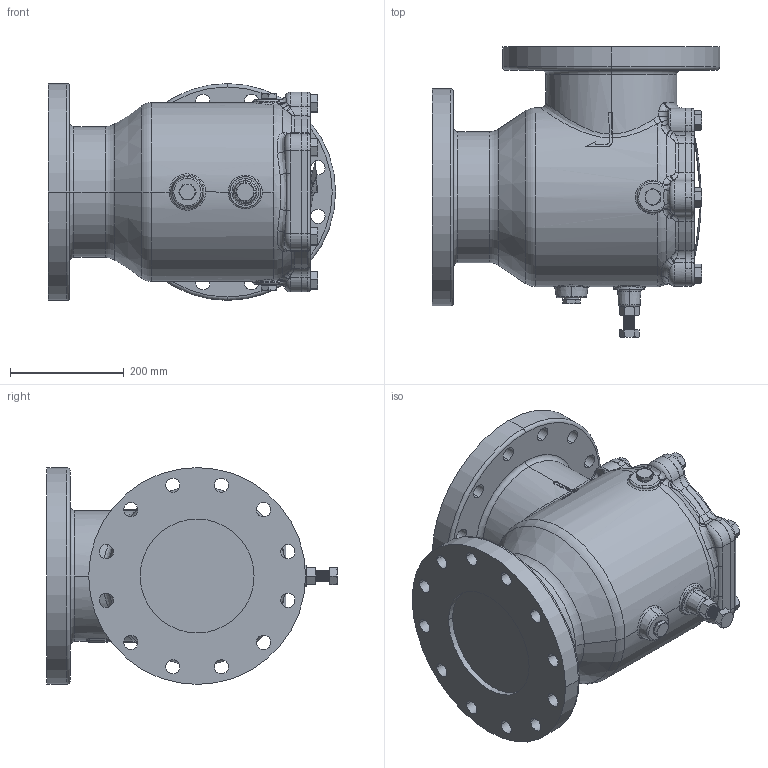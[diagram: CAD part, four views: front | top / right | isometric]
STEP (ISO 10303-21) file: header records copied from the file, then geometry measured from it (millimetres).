
FILE_DESCRIPTION (( 'STEP AP214' ), '1' );
FILE_NAME ('SD-8in_8in-250Lb.STEP', '2017-09-22T20:36:03', ( '' ), ( '' ), 'SwSTEP 2.0', 'SolidWorks 2013', '' );
FILE_SCHEMA (( 'AUTOMOTIVE_DESIGN' ));
Length unit declared in the file: inch
Products named in the file (3): SD-8in_8in-250Lb; X1SD-8in_8in-250Lb
Assembly tree (2 placements, depth 2):
  SD-8in_8in-250Lb
    SD-8in_8in-250Lb
    X1SD-8in_8in-250Lb
Bounding box: 504.5 x 510 x 381 mm (x, y, z)
Volume: 40330641.8 mm3; surface area: 3192771.4 mm2
Topology: 2 solids, 4 shells, 745 faces, 1852 edges, 1135 vertices
Faces by surface type: cylinder 271, plane 163, bspline 123, cone 109, torus 77, sphere 2
Entity records: 59159 total; most frequent: CARTESIAN_POINT 42831, ORIENTED_EDGE 3684, DIRECTION 3128, EDGE_CURVE 1842, AXIS2_PLACEMENT_3D 1300, VERTEX_POINT 1133, EDGE_LOOP 821, FACE_OUTER_BOUND 745
